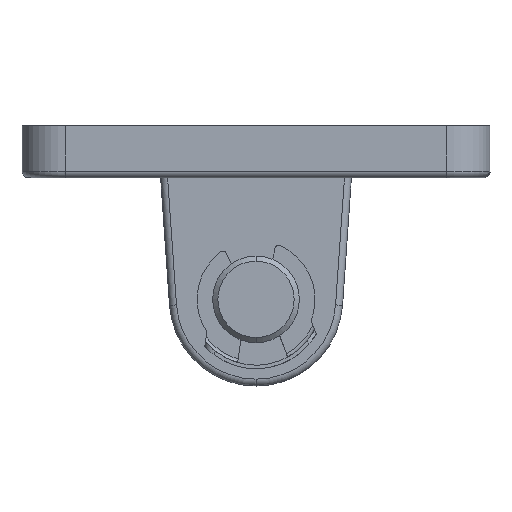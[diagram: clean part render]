
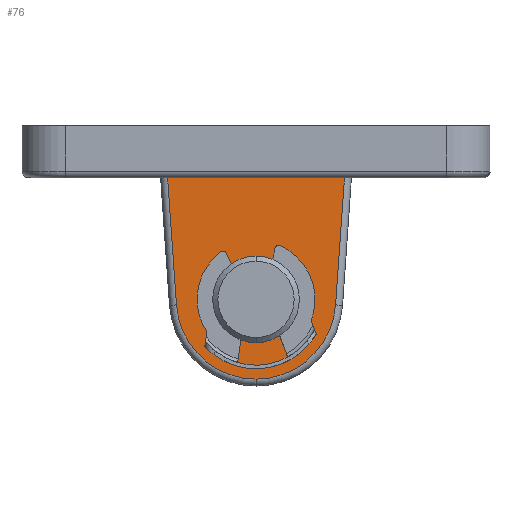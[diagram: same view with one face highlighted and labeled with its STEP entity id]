
A CAD part, left-side view. The second image highlights one B-rep face of the part: STEP entity #76.
In plain terms, the highlighted planar face has unit normal (-1, 0, 0).
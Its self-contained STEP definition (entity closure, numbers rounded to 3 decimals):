
#76 = ADVANCED_FACE ( 'NONE', ( #975, #979 ), #1572, .F. ) ;
#183 = EDGE_CURVE ( 'NONE', #3100, #3116, #1161, .T. ) ;
#188 = EDGE_CURVE ( 'NONE', #3635, #3041, #1163, .T. ) ;
#189 = EDGE_CURVE ( 'NONE', #3098, #3101, #1162, .T. ) ;
#190 = EDGE_CURVE ( 'NONE', #3101, #3639, #1172, .T. ) ;
#317 = AXIS2_PLACEMENT_3D ( 'NONE', #1571, #1573, #1574 ) ;
#339 = EDGE_CURVE ( 'NONE', #3639, #3635, #1343, .T. ) ;
#394 = EDGE_CURVE ( 'NONE', #3116, #3100, #1413, .T. ) ;
#462 = EDGE_CURVE ( 'NONE', #3098, #3041, #1479, .T. ) ;
#484 = CARTESIAN_POINT ( 'NONE',  ( 2.5, 42.005, 0. ) ) ;
#891 = EDGE_LOOP ( 'NONE', ( #3489, #3573 ) ) ;
#898 = EDGE_LOOP ( 'NONE', ( #3596, #3482, #3391, #3484, #3454 ) ) ;
#975 = FACE_OUTER_BOUND ( 'NONE', #898, .T. ) ;
#979 = FACE_BOUND ( 'NONE', #891, .T. ) ;
#1161 = CIRCLE ( 'NONE', #3182, 12.5 ) ;
#1162 = LINE ( 'NONE', #1902, #1169 ) ;
#1163 = LINE ( 'NONE', #1893, #1167 ) ;
#1167 = VECTOR ( 'NONE', #1903, 1000. ) ;
#1169 = VECTOR ( 'NONE', #1905, 1000. ) ;
#1172 = CIRCLE ( 'NONE', #3181, 23. ) ;
#1343 = CIRCLE ( 'NONE', #3246, 23. ) ;
#1413 = CIRCLE ( 'NONE', #3354, 12.5 ) ;
#1479 = LINE ( 'NONE', #2738, #1480 ) ;
#1480 = VECTOR ( 'NONE', #2739, 1000. ) ;
#1571 = CARTESIAN_POINT ( 'NONE',  ( 2.5, 67.5, -35. ) ) ;
#1572 = PLANE ( 'NONE',  #317 ) ;
#1573 = DIRECTION ( 'NONE',  ( 1., 0., 0. ) ) ;
#1574 = DIRECTION ( 'NONE',  ( 0., 0., -1. ) ) ;
#1890 = CARTESIAN_POINT ( 'NONE',  ( 2.5, 67.5, -35. ) ) ;
#1891 = DIRECTION ( 'NONE',  ( 1., 0., 0. ) ) ;
#1892 = DIRECTION ( 'NONE',  ( 0., 0., -1. ) ) ;
#1893 = CARTESIAN_POINT ( 'NONE',  ( 2.5, 44.556, -36.599 ) ) ;
#1902 = CARTESIAN_POINT ( 'NONE',  ( 2.5, 90.444, -36.599 ) ) ;
#1903 = DIRECTION ( 'NONE',  ( 0., -0.07, 0.998 ) ) ;
#1904 = CARTESIAN_POINT ( 'NONE',  ( 2.5, 67.5, -35. ) ) ;
#1905 = DIRECTION ( 'NONE',  ( 0., -0.07, -0.998 ) ) ;
#1907 = DIRECTION ( 'NONE',  ( -1., 0., 0. ) ) ;
#1908 = DIRECTION ( 'NONE',  ( 0., 0., -1. ) ) ;
#2341 = CARTESIAN_POINT ( 'NONE',  ( 2.5, 67.5, -35. ) ) ;
#2346 = DIRECTION ( 'NONE',  ( -1., 0., 0. ) ) ;
#2347 = DIRECTION ( 'NONE',  ( 0., 0., -1. ) ) ;
#2539 = CARTESIAN_POINT ( 'NONE',  ( 2.5, 67.5, -35. ) ) ;
#2546 = DIRECTION ( 'NONE',  ( 1., 0., 0. ) ) ;
#2547 = DIRECTION ( 'NONE',  ( 0., 0., -1. ) ) ;
#2738 = CARTESIAN_POINT ( 'NONE',  ( 2.5, 95., 0. ) ) ;
#2739 = DIRECTION ( 'NONE',  ( 0., -1., 0. ) ) ;
#2851 = CARTESIAN_POINT ( 'NONE',  ( 2.5, 92.995, 0. ) ) ;
#2853 = CARTESIAN_POINT ( 'NONE',  ( 2.5, 67.5, -47.5 ) ) ;
#2854 = CARTESIAN_POINT ( 'NONE',  ( 2.5, 90.444, -36.599 ) ) ;
#2869 = CARTESIAN_POINT ( 'NONE',  ( 2.5, 67.5, -22.5 ) ) ;
#2898 = CARTESIAN_POINT ( 'NONE',  ( 2.5, 44.556, -36.599 ) ) ;
#2902 = CARTESIAN_POINT ( 'NONE',  ( 2.5, 67.5, -58. ) ) ;
#3041 = VERTEX_POINT ( 'NONE', #484 ) ;
#3098 = VERTEX_POINT ( 'NONE', #2851 ) ;
#3100 = VERTEX_POINT ( 'NONE', #2853 ) ;
#3101 = VERTEX_POINT ( 'NONE', #2854 ) ;
#3116 = VERTEX_POINT ( 'NONE', #2869 ) ;
#3181 = AXIS2_PLACEMENT_3D ( 'NONE', #1904, #1907, #1908 ) ;
#3182 = AXIS2_PLACEMENT_3D ( 'NONE', #1890, #1891, #1892 ) ;
#3246 = AXIS2_PLACEMENT_3D ( 'NONE', #2341, #2346, #2347 ) ;
#3354 = AXIS2_PLACEMENT_3D ( 'NONE', #2539, #2546, #2547 ) ;
#3391 = ORIENTED_EDGE ( 'NONE', *, *, #188, .T. ) ;
#3454 = ORIENTED_EDGE ( 'NONE', *, *, #189, .T. ) ;
#3482 = ORIENTED_EDGE ( 'NONE', *, *, #339, .T. ) ;
#3484 = ORIENTED_EDGE ( 'NONE', *, *, #462, .F. ) ;
#3489 = ORIENTED_EDGE ( 'NONE', *, *, #394, .T. ) ;
#3573 = ORIENTED_EDGE ( 'NONE', *, *, #183, .T. ) ;
#3596 = ORIENTED_EDGE ( 'NONE', *, *, #190, .T. ) ;
#3635 = VERTEX_POINT ( 'NONE', #2898 ) ;
#3639 = VERTEX_POINT ( 'NONE', #2902 ) ;
